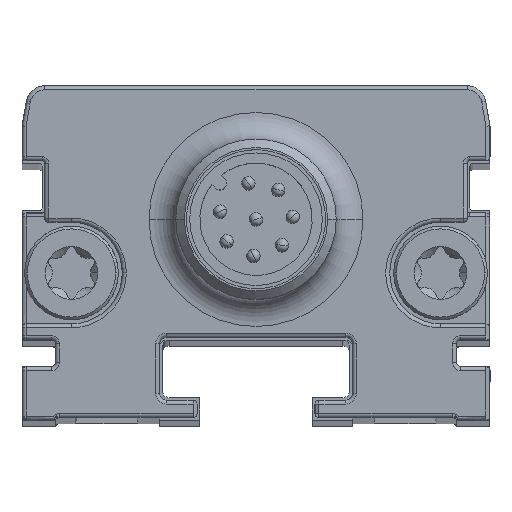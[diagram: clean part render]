
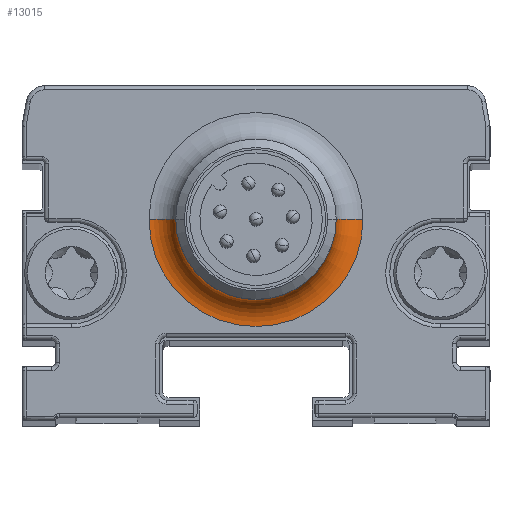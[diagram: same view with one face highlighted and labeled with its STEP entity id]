
A CAD part, top view. The second image highlights one B-rep face of the part: STEP entity #13015.
In plain terms, the highlighted toroidal (fillet/blend) face has major radius 8 mm and minor radius 2 mm.
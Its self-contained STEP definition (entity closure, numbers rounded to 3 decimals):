
#13 = DIRECTION ( 'NONE',  ( 0., 1., 0. ) ) ;
#277 = DIRECTION ( 'NONE',  ( -1., 0., 0. ) ) ;
#334 = CIRCLE ( 'NONE', #10273, 8. ) ;
#646 = EDGE_CURVE ( 'NONE', #26486, #15019, #20319, .T. ) ;
#725 = ORIENTED_EDGE ( 'NONE', *, *, #27028, .F. ) ;
#1782 = DIRECTION ( 'NONE',  ( 0., 0., 1. ) ) ;
#1879 = EDGE_LOOP ( 'NONE', ( #4495, #4946, #2330, #725 ) ) ;
#2273 = DIRECTION ( 'NONE',  ( 0., -1., 0. ) ) ;
#2330 = ORIENTED_EDGE ( 'NONE', *, *, #11694, .F. ) ;
#4495 = ORIENTED_EDGE ( 'NONE', *, *, #646, .F. ) ;
#4946 = ORIENTED_EDGE ( 'NONE', *, *, #19869, .T. ) ;
#5273 = DIRECTION ( 'NONE',  ( 1., 0., 0. ) ) ;
#6446 = AXIS2_PLACEMENT_3D ( 'NONE', #12340, #13, #277 ) ;
#8240 = CARTESIAN_POINT ( 'NONE',  ( 6., 15., 11.8 ) ) ;
#8425 = AXIS2_PLACEMENT_3D ( 'NONE', #9612, #2273, #19218 ) ;
#9426 = DIRECTION ( 'NONE',  ( 0., 0., 1. ) ) ;
#9612 = CARTESIAN_POINT ( 'NONE',  ( 8., 15., 11.8 ) ) ;
#10273 = AXIS2_PLACEMENT_3D ( 'NONE', #11386, #26223, #16194 ) ;
#10304 = CARTESIAN_POINT ( 'NONE',  ( -6., 15., 11.8 ) ) ;
#10640 = CIRCLE ( 'NONE', #8425, 2. ) ;
#11386 = CARTESIAN_POINT ( 'NONE',  ( 0., 15., 9.8 ) ) ;
#11694 = EDGE_CURVE ( 'NONE', #22086, #30075, #334, .T. ) ;
#12340 = CARTESIAN_POINT ( 'NONE',  ( -8., 15., 11.8 ) ) ;
#13015 = ADVANCED_FACE ( 'NONE', ( #14771 ), #13927, .F. ) ;
#13091 = CIRCLE ( 'NONE', #6446, 2. ) ;
#13927 = TOROIDAL_SURFACE ( 'NONE', #31378, 8., 2. ) ;
#14771 = FACE_OUTER_BOUND ( 'NONE', #1879, .T. ) ;
#15019 = VERTEX_POINT ( 'NONE', #8240 ) ;
#16194 = DIRECTION ( 'NONE',  ( 1., 0., 0. ) ) ;
#18832 = DIRECTION ( 'NONE',  ( 1., 0., 0. ) ) ;
#19218 = DIRECTION ( 'NONE',  ( 0., 0., -1. ) ) ;
#19318 = CARTESIAN_POINT ( 'NONE',  ( 8., 15., 9.8 ) ) ;
#19504 = AXIS2_PLACEMENT_3D ( 'NONE', #30301, #1782, #18832 ) ;
#19869 = EDGE_CURVE ( 'NONE', #26486, #30075, #13091, .T. ) ;
#20319 = CIRCLE ( 'NONE', #19504, 6. ) ;
#22086 = VERTEX_POINT ( 'NONE', #19318 ) ;
#26223 = DIRECTION ( 'NONE',  ( 0., 0., -1. ) ) ;
#26486 = VERTEX_POINT ( 'NONE', #10304 ) ;
#27028 = EDGE_CURVE ( 'NONE', #15019, #22086, #10640, .T. ) ;
#29084 = CARTESIAN_POINT ( 'NONE',  ( 0., 15., 11.8 ) ) ;
#30075 = VERTEX_POINT ( 'NONE', #31653 ) ;
#30301 = CARTESIAN_POINT ( 'NONE',  ( 0., 15., 11.8 ) ) ;
#31378 = AXIS2_PLACEMENT_3D ( 'NONE', #29084, #9426, #5273 ) ;
#31653 = CARTESIAN_POINT ( 'NONE',  ( -8., 15., 9.8 ) ) ;
